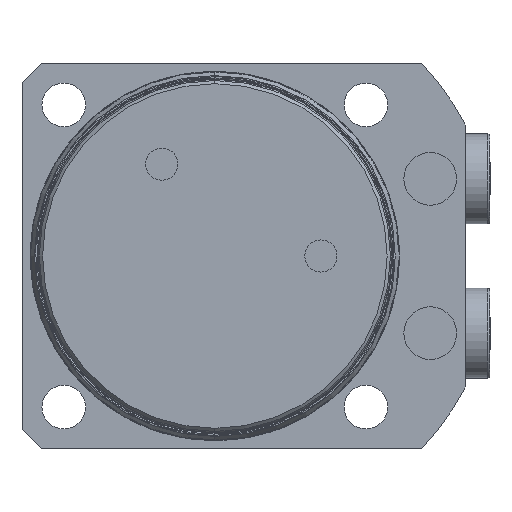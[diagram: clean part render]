
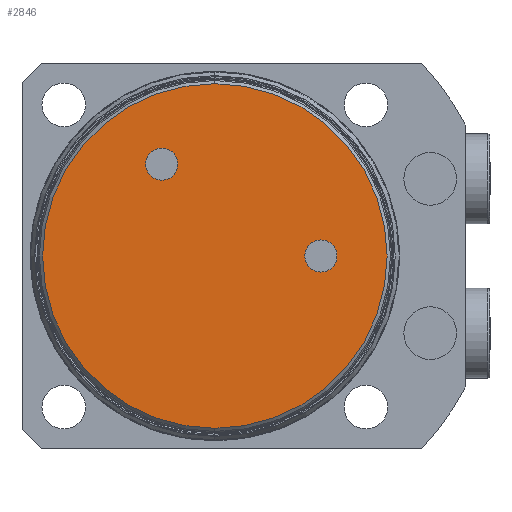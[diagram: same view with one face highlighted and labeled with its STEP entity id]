
A CAD part, front view. The second image highlights one B-rep face of the part: STEP entity #2846.
In plain terms, the highlighted planar face has unit normal (0, -1, 0).
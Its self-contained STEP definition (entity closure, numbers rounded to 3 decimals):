
#873 = FACE_BOUND ( 'NONE', #10743, .T. ) ;
#876 = FACE_BOUND ( 'NONE', #10714, .T. ) ;
#878 = FACE_OUTER_BOUND ( 'NONE', #10717, .T. ) ;
#2728 = VERTEX_POINT ( 'NONE', #7027 ) ;
#2748 = VERTEX_POINT ( 'NONE', #7003 ) ;
#2758 = VERTEX_POINT ( 'NONE', #6993 ) ;
#2759 = VERTEX_POINT ( 'NONE', #6992 ) ;
#2764 = VERTEX_POINT ( 'NONE', #6987 ) ;
#2765 = VERTEX_POINT ( 'NONE', #6986 ) ;
#2846 = ADVANCED_FACE ( 'NONE', ( #878, #873, #876 ), #6337, .F. ) ;
#4027 = CARTESIAN_POINT ( 'NONE',  ( 0., 0., 0. ) ) ;
#4028 = DIRECTION ( 'NONE',  ( 0., 1., 0. ) ) ;
#4029 = DIRECTION ( 'NONE',  ( 0., 0., 1. ) ) ;
#5261 = CARTESIAN_POINT ( 'NONE',  ( 16.5, 0., 0. ) ) ;
#5262 = DIRECTION ( 'NONE',  ( 0., -1., 0. ) ) ;
#5263 = DIRECTION ( 'NONE',  ( 0., 0., -1. ) ) ;
#5297 = CARTESIAN_POINT ( 'NONE',  ( -8.25, 0., 14.289 ) ) ;
#5298 = DIRECTION ( 'NONE',  ( 0., -1., 0. ) ) ;
#5299 = DIRECTION ( 'NONE',  ( 0., 0., -1. ) ) ;
#5350 = CARTESIAN_POINT ( 'NONE',  ( 0., 0., 0. ) ) ;
#5351 = DIRECTION ( 'NONE',  ( 0., 1., 0. ) ) ;
#5352 = DIRECTION ( 'NONE',  ( 0., 0., 1. ) ) ;
#5356 = CARTESIAN_POINT ( 'NONE',  ( 16.5, 0., 0. ) ) ;
#5357 = DIRECTION ( 'NONE',  ( 0., -1., 0. ) ) ;
#5358 = DIRECTION ( 'NONE',  ( 0., 0., -1. ) ) ;
#5359 = CARTESIAN_POINT ( 'NONE',  ( -8.25, 0., 14.289 ) ) ;
#5360 = DIRECTION ( 'NONE',  ( 0., -1., 0. ) ) ;
#5361 = DIRECTION ( 'NONE',  ( 0., 0., -1. ) ) ;
#6110 = AXIS2_PLACEMENT_3D ( 'NONE', #5297, #5298, #5299 ) ;
#6115 = AXIS2_PLACEMENT_3D ( 'NONE', #5350, #5351, #5352 ) ;
#6120 = AXIS2_PLACEMENT_3D ( 'NONE', #5261, #5262, #5263 ) ;
#6209 = AXIS2_PLACEMENT_3D ( 'NONE', #5356, #5357, #5358 ) ;
#6221 = AXIS2_PLACEMENT_3D ( 'NONE', #5359, #5360, #5361 ) ;
#6334 = DIRECTION ( 'NONE',  ( 0., 0., 1. ) ) ;
#6337 = PLANE ( 'NONE',  #8479 ) ;
#6340 = CARTESIAN_POINT ( 'NONE',  ( 0., 0., 0. ) ) ;
#6343 = DIRECTION ( 'NONE',  ( 0., 1., 0. ) ) ;
#6986 = CARTESIAN_POINT ( 'NONE',  ( -8.25, 0., 11.789 ) ) ;
#6987 = CARTESIAN_POINT ( 'NONE',  ( -8.25, 0., 16.789 ) ) ;
#6992 = CARTESIAN_POINT ( 'NONE',  ( 16.5, 0., -2.5 ) ) ;
#6993 = CARTESIAN_POINT ( 'NONE',  ( 16.5, 0., 2.5 ) ) ;
#7003 = CARTESIAN_POINT ( 'NONE',  ( 0., 0., 26.8 ) ) ;
#7027 = CARTESIAN_POINT ( 'NONE',  ( 0., 0., -26.8 ) ) ;
#8227 = CIRCLE ( 'NONE', #6221, 2.5 ) ;
#8230 = CIRCLE ( 'NONE', #6209, 2.5 ) ;
#8237 = CIRCLE ( 'NONE', #6115, 26.8 ) ;
#8247 = CIRCLE ( 'NONE', #6110, 2.5 ) ;
#8254 = CIRCLE ( 'NONE', #6120, 2.5 ) ;
#8301 = CIRCLE ( 'NONE', #8441, 26.8 ) ;
#8441 = AXIS2_PLACEMENT_3D ( 'NONE', #4027, #4028, #4029 ) ;
#8479 = AXIS2_PLACEMENT_3D ( 'NONE', #6340, #6343, #6334 ) ;
#8700 = EDGE_CURVE ( 'NONE', #2748, #2728, #8301, .T. ) ;
#8749 = EDGE_CURVE ( 'NONE', #2758, #2759, #8254, .T. ) ;
#8759 = EDGE_CURVE ( 'NONE', #2764, #2765, #8247, .T. ) ;
#8772 = EDGE_CURVE ( 'NONE', #2728, #2748, #8237, .T. ) ;
#8775 = EDGE_CURVE ( 'NONE', #2759, #2758, #8230, .T. ) ;
#8776 = EDGE_CURVE ( 'NONE', #2765, #2764, #8227, .T. ) ;
#10714 = EDGE_LOOP ( 'NONE', ( #11002, #11003 ) ) ;
#10717 = EDGE_LOOP ( 'NONE', ( #10998, #10999 ) ) ;
#10743 = EDGE_LOOP ( 'NONE', ( #11000, #11001 ) ) ;
#10998 = ORIENTED_EDGE ( 'NONE', *, *, #8700, .F. ) ;
#10999 = ORIENTED_EDGE ( 'NONE', *, *, #8772, .F. ) ;
#11000 = ORIENTED_EDGE ( 'NONE', *, *, #8775, .F. ) ;
#11001 = ORIENTED_EDGE ( 'NONE', *, *, #8749, .F. ) ;
#11002 = ORIENTED_EDGE ( 'NONE', *, *, #8776, .F. ) ;
#11003 = ORIENTED_EDGE ( 'NONE', *, *, #8759, .F. ) ;
